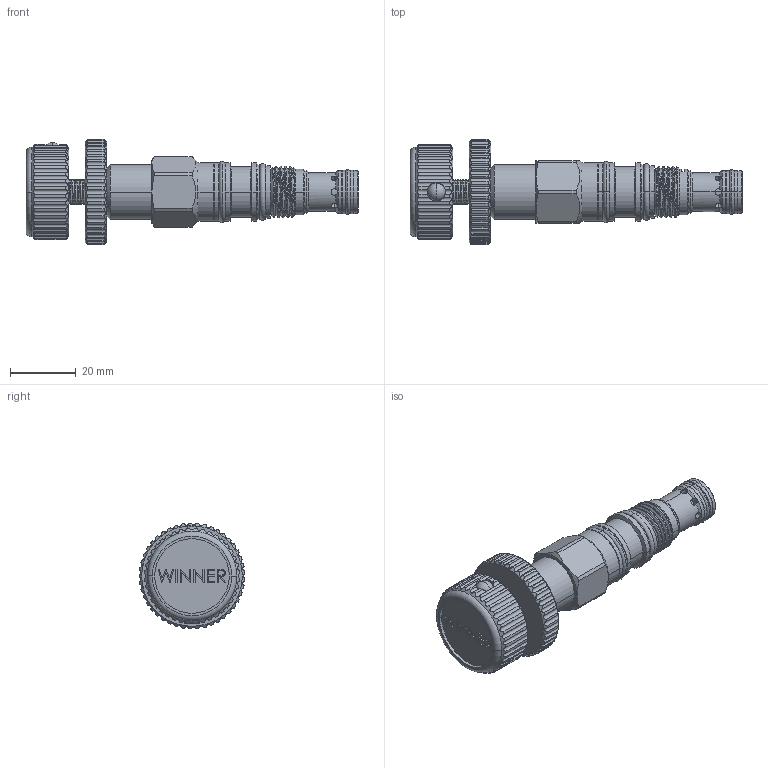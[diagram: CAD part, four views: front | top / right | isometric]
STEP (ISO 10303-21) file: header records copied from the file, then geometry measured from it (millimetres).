
FILE_DESCRIPTION (( 'STEP AP203' ), '1' );
FILE_NAME ('SP163A30-K.STEP', '2020-09-24T06:44:10', ( '' ), ( '' ), 'SwSTEP 2.0', 'SolidWorks 2018', '' );
FILE_SCHEMA (( 'CONFIG_CONTROL_DESIGN' ));
Length unit declared in the file: millimetre
Products named in the file (1): SP163A30-K
Bounding box: 100.94 x 32.18 x 32.2 mm (x, y, z)
Volume: 28667.1 mm3; surface area: 11329.6 mm2
Topology: 6 solids, 7 shells, 540 faces, 1448 edges, 943 vertices
Faces by surface type: cylinder 352, plane 114, cone 40, torus 18, bspline 12, sphere 4
Entity records: 30193 total; most frequent: CARTESIAN_POINT 17192, ORIENTED_EDGE 2896, DIRECTION 2482, EDGE_CURVE 1448, VERTEX_POINT 943, AXIS2_PLACEMENT_3D 942, VECTOR 598, LINE 598
